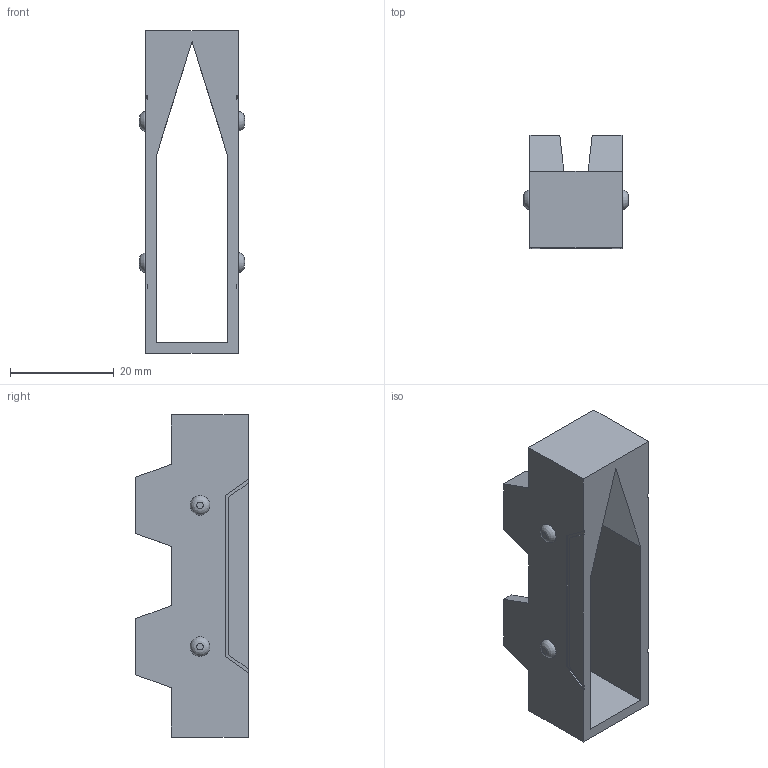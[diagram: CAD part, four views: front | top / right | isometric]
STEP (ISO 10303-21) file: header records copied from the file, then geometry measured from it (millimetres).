
FILE_DESCRIPTION(/* description */ (''),/* implementation_level */ '2;1');
FILE_NAME(/* name */ 'blade connector Cover x1.4.stp',/* time_stamp */ '2021-04-05T14:40:19-06:00',/* author */ ('newic'),/* organization */ (''),/* preprocessor_version */ 'ST-DEVELOPER v18.1',/* originating_system */ 'Autodesk Inventor 2021',/* authorisation */ '');
FILE_SCHEMA (('AUTOMOTIVE_DESIGN { 1 0 10303 214 3 1 1 }'));
Length unit declared in the file: inch
Products named in the file (1): blade connector
Bounding box: 20.32 x 21.75 x 62.23 mm (x, y, z)
Volume: 7978.8 mm3; surface area: 6196.8 mm2
Topology: 1 solids, 1 shells, 50 faces, 143 edges, 98 vertices
Faces by surface type: plane 46, bspline 4
Entity records: 1766 total; most frequent: CARTESIAN_POINT 396, ORIENTED_EDGE 286, DIRECTION 257, EDGE_CURVE 143, LINE 123, VECTOR 123, VERTEX_POINT 98, AXIS2_PLACEMENT_3D 67
